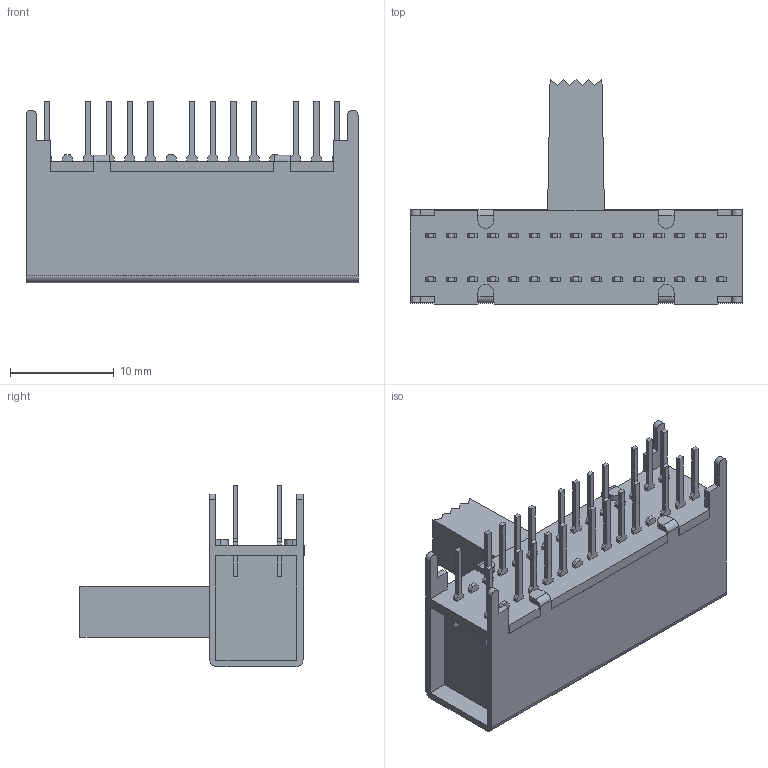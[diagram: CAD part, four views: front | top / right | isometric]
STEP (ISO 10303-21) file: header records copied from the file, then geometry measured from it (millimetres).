
FILE_DESCRIPTION((''),'2;1');
FILE_NAME('C-1825274-1','2018-07-25T',('workeradm'),('TE Connectivity Ltd.'),'CREO PARAMETRIC BY PTC INC, 2016050','CREO PARAMETRIC BY PTC INC, 2016050','');
FILE_SCHEMA(('AUTOMOTIVE_DESIGN { 1 0 10303 214 1 1 1 1 }'));
Length unit declared in the file: millimetre
Products named in the file (1): C-1825274-1
Bounding box: 32 x 21.6 x 17.5 mm (x, y, z)
Volume: 3367.3 mm3; surface area: 2357.9 mm2
Topology: 1 solids, 1 shells, 373 faces, 1003 edges, 666 vertices
Faces by surface type: plane 357, cylinder 16
Entity records: 11621 total; most frequent: CARTESIAN_POINT 2044, ORIENTED_EDGE 2006, DIRECTION 1781, EDGE_CURVE 1003, VECTOR 971, LINE 971, VERTEX_POINT 666, EDGE_LOOP 407
